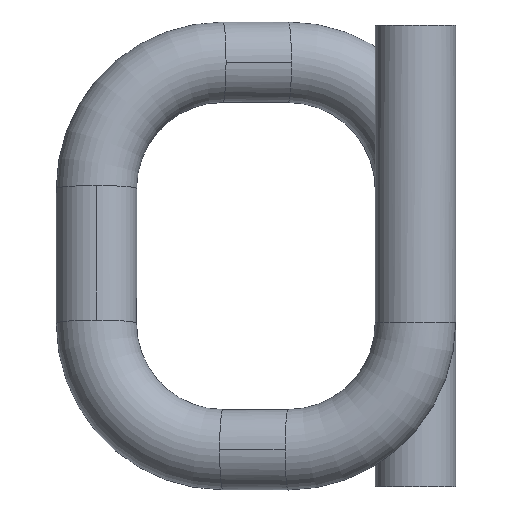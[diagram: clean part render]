
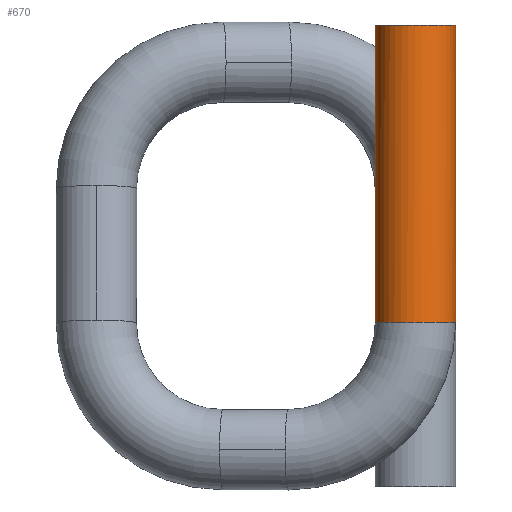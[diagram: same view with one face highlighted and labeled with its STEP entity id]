
A CAD part, left-side view. The second image highlights one B-rep face of the part: STEP entity #670.
In plain terms, the highlighted cylindrical face has radius 0.2 mm (diameter 0.399 mm), a partial arc.
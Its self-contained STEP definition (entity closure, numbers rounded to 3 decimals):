
#234 = AXIS2_PLACEMENT_3D ( 'NONE', #1268, #3198, #1548 ) ;
#383 = ORIENTED_EDGE ( 'NONE', *, *, #385, .T. ) ;
#385 = EDGE_CURVE ( 'NONE', #2476, #3368, #1172, .T. ) ;
#386 = CARTESIAN_POINT ( 'NONE',  ( 0., 0., 0.183 ) ) ;
#403 = CARTESIAN_POINT ( 'NONE',  ( 0., -0.2, -1.288 ) ) ;
#404 = VECTOR ( 'NONE', #3429, 1000. ) ;
#436 = EDGE_LOOP ( 'NONE', ( #1391, #383, #2659, #1523, #2642 ) ) ;
#443 = AXIS2_PLACEMENT_3D ( 'NONE', #746, #2680, #1018 ) ;
#552 = FACE_OUTER_BOUND ( 'NONE', #436, .T. ) ;
#605 = DIRECTION ( 'NONE',  ( 0., -1., 0. ) ) ;
#669 = DIRECTION ( 'NONE',  ( 0., -1., 0. ) ) ;
#670 = ADVANCED_FACE ( 'NONE', ( #552 ), #2416, .T. ) ;
#746 = CARTESIAN_POINT ( 'NONE',  ( 0., 0., -1.288 ) ) ;
#858 = CARTESIAN_POINT ( 'NONE',  ( -0.016, -0.199, -1.288 ) ) ;
#1018 = DIRECTION ( 'NONE',  ( 0., -1., 0. ) ) ;
#1064 = CIRCLE ( 'NONE', #1648, 0.2 ) ;
#1135 = CARTESIAN_POINT ( 'NONE',  ( 0., 0., -1.288 ) ) ;
#1172 = CIRCLE ( 'NONE', #443, 0.2 ) ;
#1268 = CARTESIAN_POINT ( 'NONE',  ( 0., 0., -1.288 ) ) ;
#1303 = EDGE_CURVE ( 'NONE', #3368, #3195, #1728, .T. ) ;
#1318 = CARTESIAN_POINT ( 'NONE',  ( 0., 0.2, -1.288 ) ) ;
#1391 = ORIENTED_EDGE ( 'NONE', *, *, #2025, .F. ) ;
#1523 = ORIENTED_EDGE ( 'NONE', *, *, #2136, .T. ) ;
#1548 = DIRECTION ( 'NONE',  ( 0., -1., 0. ) ) ;
#1648 = AXIS2_PLACEMENT_3D ( 'NONE', #386, #2330, #669 ) ;
#1728 = CIRCLE ( 'NONE', #234, 0.2 ) ;
#1961 = CARTESIAN_POINT ( 'NONE',  ( 0., 0.2, 0.183 ) ) ;
#1976 = DIRECTION ( 'NONE',  ( 0., 0., 1. ) ) ;
#2025 = EDGE_CURVE ( 'NONE', #2476, #2757, #3373, .T. ) ;
#2136 = EDGE_CURVE ( 'NONE', #3195, #2137, #2623, .T. ) ;
#2137 = VERTEX_POINT ( 'NONE', #2625 ) ;
#2168 = AXIS2_PLACEMENT_3D ( 'NONE', #1135, #2541, #605 ) ;
#2248 = EDGE_CURVE ( 'NONE', #2137, #2757, #1064, .T. ) ;
#2330 = DIRECTION ( 'NONE',  ( 0., 0., -1. ) ) ;
#2416 = CYLINDRICAL_SURFACE ( 'NONE', #2168, 0.2 ) ;
#2476 = VERTEX_POINT ( 'NONE', #1318 ) ;
#2541 = DIRECTION ( 'NONE',  ( 0., 0., 1. ) ) ;
#2623 = LINE ( 'NONE', #403, #404 ) ;
#2625 = CARTESIAN_POINT ( 'NONE',  ( 0., -0.2, 0.183 ) ) ;
#2642 = ORIENTED_EDGE ( 'NONE', *, *, #2248, .T. ) ;
#2643 = VECTOR ( 'NONE', #1976, 1000. ) ;
#2659 = ORIENTED_EDGE ( 'NONE', *, *, #1303, .T. ) ;
#2680 = DIRECTION ( 'NONE',  ( 0., 0., 1. ) ) ;
#2719 = CARTESIAN_POINT ( 'NONE',  ( 0., -0.2, -1.288 ) ) ;
#2757 = VERTEX_POINT ( 'NONE', #1961 ) ;
#3056 = CARTESIAN_POINT ( 'NONE',  ( 0., 0.2, -1.288 ) ) ;
#3195 = VERTEX_POINT ( 'NONE', #2719 ) ;
#3198 = DIRECTION ( 'NONE',  ( 0., 0., 1. ) ) ;
#3368 = VERTEX_POINT ( 'NONE', #858 ) ;
#3373 = LINE ( 'NONE', #3056, #2643 ) ;
#3429 = DIRECTION ( 'NONE',  ( 0., 0., 1. ) ) ;
